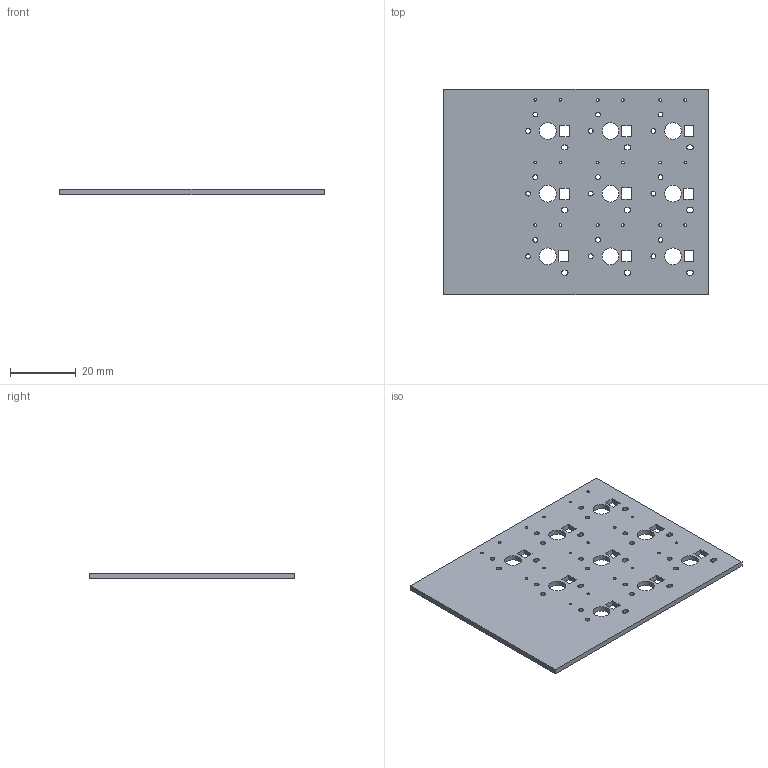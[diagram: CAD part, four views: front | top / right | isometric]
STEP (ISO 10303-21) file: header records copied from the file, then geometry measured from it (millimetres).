
FILE_DESCRIPTION(/* description */ ('STEP AP242','CAx-IF Rec.Pracs.---Representation and Presentation of Product Manufacturing Information (PMI)---4.0---2014-10-13','CAx-IF Rec.Pracs.---3D Tessellated Geometry---0.4---2014-09-14','2;1'),/* implementation_level */ '2;1');
FILE_NAME(/* name */ 'Part Studio 1 - middle',/* time_stamp */ '2025-02-16T14:45:13Z',/* author */ (''),/* organization */ (''),/* preprocessor_version */ 'ST-DEVELOPER v20',/* originating_system */ 'ONSHAPE BY PTC INC, 1.193',/* authorisation */ ' ');
FILE_SCHEMA (('AP242_MANAGED_MODEL_BASED_3D_ENGINEERING_MIM_LF { 1 0 10303 442 1 1 4 }'));
Length unit declared in the file: metre
Products named in the file (1): middle
Bounding box: 80.3 x 62.5 x 1.6 mm (x, y, z)
Volume: 7490.7 mm3; surface area: 10521.2 mm2
Topology: 1 solids, 1 shells, 123 faces, 363 edges, 242 vertices
Faces by surface type: cylinder 63, plane 60
Full cylindrical faces by diameter (mm): 0.8 x18, 1.45 x18, 5.1 x9
Entity records: 4192 total; most frequent: DIRECTION 692, CARTESIAN_POINT 684, ORIENTED_EDGE 636, EDGE_CURVE 318, EDGE_LOOP 294, FACE_BOUND 294, AXIS2_PLACEMENT_3D 250, VERTEX_POINT 242
